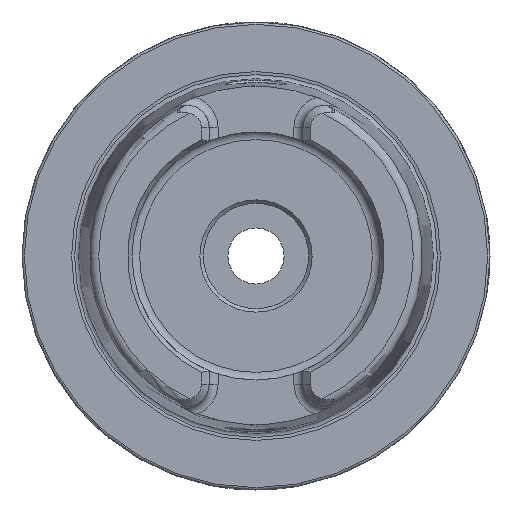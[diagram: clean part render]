
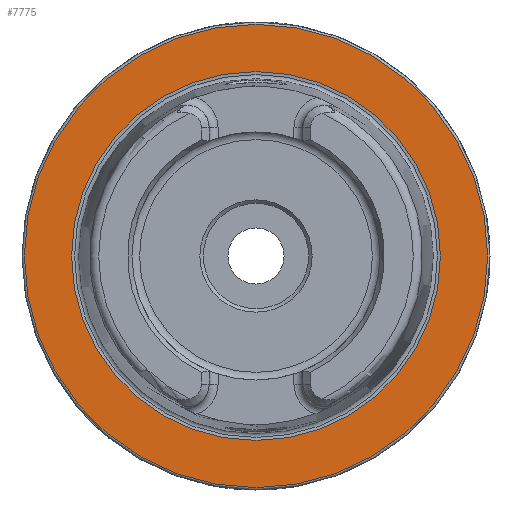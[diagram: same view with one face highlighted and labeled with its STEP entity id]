
A CAD part, left-side view. The second image highlights one B-rep face of the part: STEP entity #7775.
In plain terms, the highlighted planar face has unit normal (-1, 0, 0).
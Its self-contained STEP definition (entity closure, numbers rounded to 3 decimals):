
#418 = PLANE ( 'NONE',  #3158 ) ;
#460 = EDGE_LOOP ( 'NONE', ( #6480 ) ) ;
#521 = DIRECTION ( 'NONE',  ( -1., 0., 0. ) ) ;
#583 = VERTEX_POINT ( 'NONE', #8075 ) ;
#780 = VERTEX_POINT ( 'NONE', #5668 ) ;
#1688 = EDGE_CURVE ( 'NONE', #780, #780, #4892, .T. ) ;
#1791 = AXIS2_PLACEMENT_3D ( 'NONE', #7956, #521, #6613 ) ;
#2158 = FACE_BOUND ( 'NONE', #2741, .T. ) ;
#2741 = EDGE_LOOP ( 'NONE', ( #7042 ) ) ;
#2778 = CIRCLE ( 'NONE', #1791, 39.405 ) ;
#3158 = AXIS2_PLACEMENT_3D ( 'NONE', #6668, #6750, #6015 ) ;
#3614 = FACE_OUTER_BOUND ( 'NONE', #460, .T. ) ;
#4261 = DIRECTION ( 'NONE',  ( -1., 0., 0. ) ) ;
#4313 = DIRECTION ( 'NONE',  ( 0., 0., 1. ) ) ;
#4507 = AXIS2_PLACEMENT_3D ( 'NONE', #7411, #4261, #4313 ) ;
#4892 = CIRCLE ( 'NONE', #4507, 49.5 ) ;
#5438 = EDGE_CURVE ( 'NONE', #583, #583, #2778, .T. ) ;
#5668 = CARTESIAN_POINT ( 'NONE',  ( 0., 0., 49.5 ) ) ;
#6015 = DIRECTION ( 'NONE',  ( 0., 0., -1. ) ) ;
#6480 = ORIENTED_EDGE ( 'NONE', *, *, #1688, .T. ) ;
#6613 = DIRECTION ( 'NONE',  ( 0., 0., 1. ) ) ;
#6668 = CARTESIAN_POINT ( 'NONE',  ( 0., 49.5, 0. ) ) ;
#6750 = DIRECTION ( 'NONE',  ( 1., 0., 0. ) ) ;
#7042 = ORIENTED_EDGE ( 'NONE', *, *, #5438, .F. ) ;
#7411 = CARTESIAN_POINT ( 'NONE',  ( 0., 0., 0. ) ) ;
#7775 = ADVANCED_FACE ( 'NONE', ( #2158, #3614 ), #418, .F. ) ;
#7956 = CARTESIAN_POINT ( 'NONE',  ( 0., 0., 0. ) ) ;
#8075 = CARTESIAN_POINT ( 'NONE',  ( 0., 0., 39.405 ) ) ;
